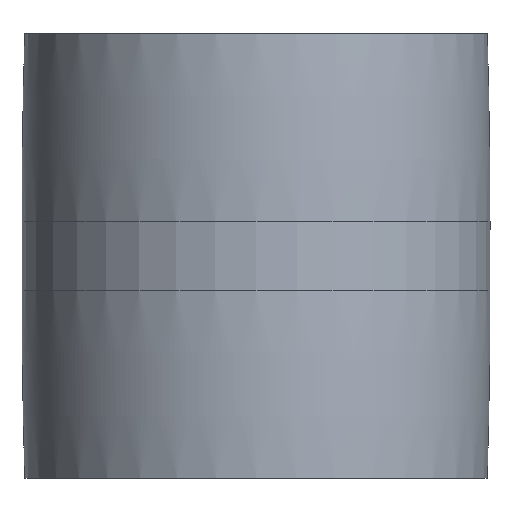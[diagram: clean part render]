
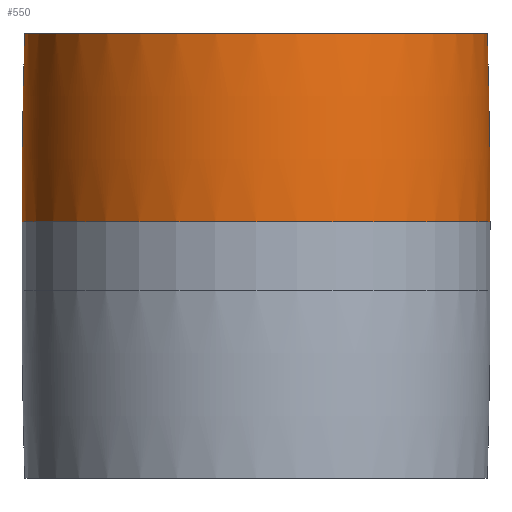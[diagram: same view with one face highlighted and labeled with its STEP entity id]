
A CAD part, front view. The second image highlights one B-rep face of the part: STEP entity #550.
In plain terms, the highlighted toroidal (fillet/blend) face has major radius 2261.38 mm and minor radius 2346.62 mm.
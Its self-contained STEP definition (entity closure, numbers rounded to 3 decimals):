
#16 = ORIENTED_EDGE ( 'NONE', *, *, #743, .F. ) ;
#30 = AXIS2_PLACEMENT_3D ( 'NONE', #60, #949, #565 ) ;
#45 = EDGE_CURVE ( 'NONE', #492, #686, #474, .T. ) ;
#60 = CARTESIAN_POINT ( 'NONE',  ( 0., 0., 12.5 ) ) ;
#62 = EDGE_CURVE ( 'NONE', #492, #676, #447, .T. ) ;
#76 = DIRECTION ( 'NONE',  ( 0., 0., 1. ) ) ;
#94 = ORIENTED_EDGE ( 'NONE', *, *, #62, .T. ) ;
#126 = CARTESIAN_POINT ( 'NONE',  ( -85.25, 0., 12.5 ) ) ;
#172 = DIRECTION ( 'NONE',  ( 0., -1., 0. ) ) ;
#187 = DIRECTION ( 'NONE',  ( -1., 0., 0. ) ) ;
#209 = AXIS2_PLACEMENT_3D ( 'NONE', #744, #76, #381 ) ;
#212 = CARTESIAN_POINT ( 'NONE',  ( 85.25, 0., 12.5 ) ) ;
#225 = AXIS2_PLACEMENT_3D ( 'NONE', #770, #172, #237 ) ;
#237 = DIRECTION ( 'NONE',  ( 0., 0., -1. ) ) ;
#270 = DIRECTION ( 'NONE',  ( 0., 1., 0. ) ) ;
#322 = AXIS2_PLACEMENT_3D ( 'NONE', #637, #559, #927 ) ;
#338 = CARTESIAN_POINT ( 'NONE',  ( 84.25, 0., 81. ) ) ;
#342 = EDGE_CURVE ( 'NONE', #676, #549, #428, .T. ) ;
#381 = DIRECTION ( 'NONE',  ( 1., 0., 0. ) ) ;
#428 = CIRCLE ( 'NONE', #225, 2346.625 ) ;
#447 = CIRCLE ( 'NONE', #30, 85.25 ) ;
#474 = CIRCLE ( 'NONE', #839, 2346.625 ) ;
#476 = TOROIDAL_SURFACE ( 'NONE', #322, -2261.375, 2346.625 ) ;
#492 = VERTEX_POINT ( 'NONE', #126 ) ;
#530 = CARTESIAN_POINT ( 'NONE',  ( -84.25, 0., 81. ) ) ;
#549 = VERTEX_POINT ( 'NONE', #338 ) ;
#550 = ADVANCED_FACE ( 'NONE', ( #786 ), #476, .T. ) ;
#559 = DIRECTION ( 'NONE',  ( 0., 0., 1. ) ) ;
#565 = DIRECTION ( 'NONE',  ( 1., 0., 0. ) ) ;
#626 = CIRCLE ( 'NONE', #209, 84.25 ) ;
#637 = CARTESIAN_POINT ( 'NONE',  ( 0., 0., 12.5 ) ) ;
#676 = VERTEX_POINT ( 'NONE', #212 ) ;
#686 = VERTEX_POINT ( 'NONE', #530 ) ;
#718 = ORIENTED_EDGE ( 'NONE', *, *, #45, .F. ) ;
#743 = EDGE_CURVE ( 'NONE', #686, #549, #626, .T. ) ;
#744 = CARTESIAN_POINT ( 'NONE',  ( 0., 0., 81. ) ) ;
#770 = CARTESIAN_POINT ( 'NONE',  ( -2261.375, 0., 12.5 ) ) ;
#786 = FACE_OUTER_BOUND ( 'NONE', #837, .T. ) ;
#837 = EDGE_LOOP ( 'NONE', ( #718, #94, #905, #16 ) ) ;
#839 = AXIS2_PLACEMENT_3D ( 'NONE', #930, #270, #187 ) ;
#905 = ORIENTED_EDGE ( 'NONE', *, *, #342, .T. ) ;
#927 = DIRECTION ( 'NONE',  ( 1., 0., 0. ) ) ;
#930 = CARTESIAN_POINT ( 'NONE',  ( 2261.375, 0., 12.5 ) ) ;
#949 = DIRECTION ( 'NONE',  ( 0., 0., 1. ) ) ;
